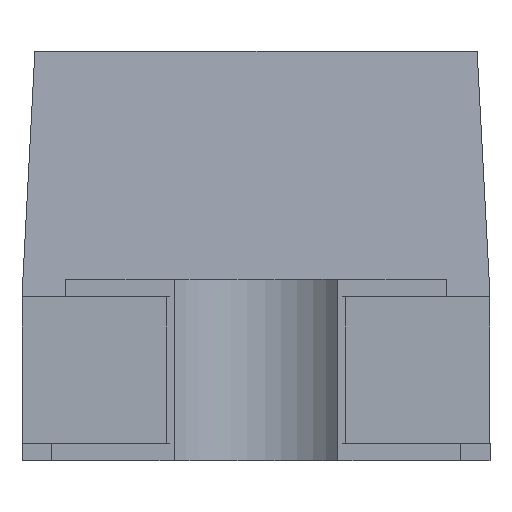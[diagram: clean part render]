
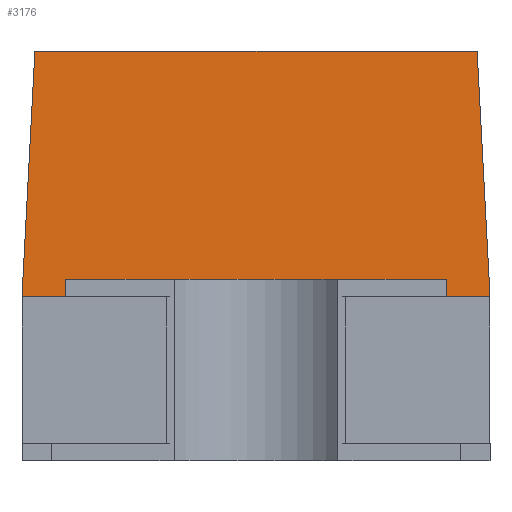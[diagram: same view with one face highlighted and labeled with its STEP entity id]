
A CAD part, left-side view. The second image highlights one B-rep face of the part: STEP entity #3176.
In plain terms, the highlighted planar face has unit normal (-0.999, 0, 0.052).
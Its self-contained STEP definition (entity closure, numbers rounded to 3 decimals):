
#715=ORIENTED_EDGE('',*,*,#1021,.T.);
#716=ORIENTED_EDGE('',*,*,#1025,.T.);
#717=ORIENTED_EDGE('',*,*,#1034,.F.);
#718=ORIENTED_EDGE('',*,*,#1038,.T.);
#719=ORIENTED_EDGE('',*,*,#1036,.F.);
#720=ORIENTED_EDGE('',*,*,#1039,.F.);
#721=ORIENTED_EDGE('',*,*,#1031,.F.);
#722=ORIENTED_EDGE('',*,*,#1023,.T.);
#1021=EDGE_CURVE('',#1240,#1241,#1500,.T.);
#1023=EDGE_CURVE('',#1242,#1240,#1502,.T.);
#1025=EDGE_CURVE('',#1241,#1243,#1504,.T.);
#1031=EDGE_CURVE('',#1242,#1248,#1510,.T.);
#1034=EDGE_CURVE('',#1249,#1243,#1513,.T.);
#1036=EDGE_CURVE('',#1250,#1251,#1515,.T.);
#1038=EDGE_CURVE('',#1249,#1251,#1517,.T.);
#1039=EDGE_CURVE('',#1248,#1250,#1518,.T.);
#1240=VERTEX_POINT('',#4738);
#1241=VERTEX_POINT('',#4740);
#1242=VERTEX_POINT('',#4744);
#1243=VERTEX_POINT('',#4748);
#1248=VERTEX_POINT('',#4762);
#1249=VERTEX_POINT('',#4765);
#1250=VERTEX_POINT('',#4769);
#1251=VERTEX_POINT('',#4771);
#1500=LINE('',#4741,#1767);
#1502=LINE('',#4745,#1769);
#1504=LINE('',#4749,#1771);
#1510=LINE('',#4761,#1777);
#1513=LINE('',#4766,#1780);
#1515=LINE('',#4770,#1782);
#1517=LINE('',#4774,#1784);
#1518=LINE('',#4775,#1785);
#1767=VECTOR('',#3927,1000.);
#1769=VECTOR('',#3931,1000.);
#1771=VECTOR('',#3935,1000.);
#1777=VECTOR('',#3945,1000.);
#1780=VECTOR('',#3948,1000.);
#1782=VECTOR('',#3952,1000.);
#1784=VECTOR('',#3956,1000.);
#1785=VECTOR('',#3957,1000.);
#1930=EDGE_LOOP('',(#715,#716,#717,#718,#719,#720,#721,#722));
#2077=FACE_BOUND('',#1930,.T.);
#2179=PLANE('',#3357);
#3176=ADVANCED_FACE('',(#2077),#2179,.F.);
#3357=AXIS2_PLACEMENT_3D('',#4773,#3954,#3955);
#3927=DIRECTION('',(0.,-1.,0.));
#3931=DIRECTION('',(0.052,0.,0.999));
#3935=DIRECTION('',(-0.052,0.,-0.999));
#3945=DIRECTION('',(0.,1.,0.));
#3948=DIRECTION('',(0.,1.,0.));
#3952=DIRECTION('',(0.,-1.,0.));
#3954=DIRECTION('',(0.999,0.,-0.052));
#3955=DIRECTION('',(-0.052,0.,-0.999));
#3956=DIRECTION('',(0.052,0.052,0.997));
#3957=DIRECTION('',(0.052,-0.052,0.997));
#4738=CARTESIAN_POINT('',(-0.548,-0.14,0.31));
#4740=CARTESIAN_POINT('',(-0.548,-0.26,0.31));
#4741=CARTESIAN_POINT('',(-0.548,1.024,0.31));
#4744=CARTESIAN_POINT('',(-0.55,-0.14,0.28));
#4745=CARTESIAN_POINT('',(-0.55,-0.14,0.28));
#4748=CARTESIAN_POINT('',(-0.55,-0.26,0.28));
#4749=CARTESIAN_POINT('',(-0.55,-0.26,0.28));
#4761=CARTESIAN_POINT('',(-0.55,-0.4,0.28));
#4762=CARTESIAN_POINT('',(-0.55,0.4,0.28));
#4765=CARTESIAN_POINT('',(-0.55,-0.4,0.28));
#4766=CARTESIAN_POINT('',(-0.55,-0.4,0.28));
#4769=CARTESIAN_POINT('',(-0.528,0.378,0.7));
#4770=CARTESIAN_POINT('',(-0.528,1.024,0.7));
#4771=CARTESIAN_POINT('',(-0.528,-0.378,0.7));
#4773=CARTESIAN_POINT('',(-0.55,1.024,0.28));
#4774=CARTESIAN_POINT('',(-0.546,-0.396,0.354));
#4775=CARTESIAN_POINT('',(-0.552,0.402,0.248));
